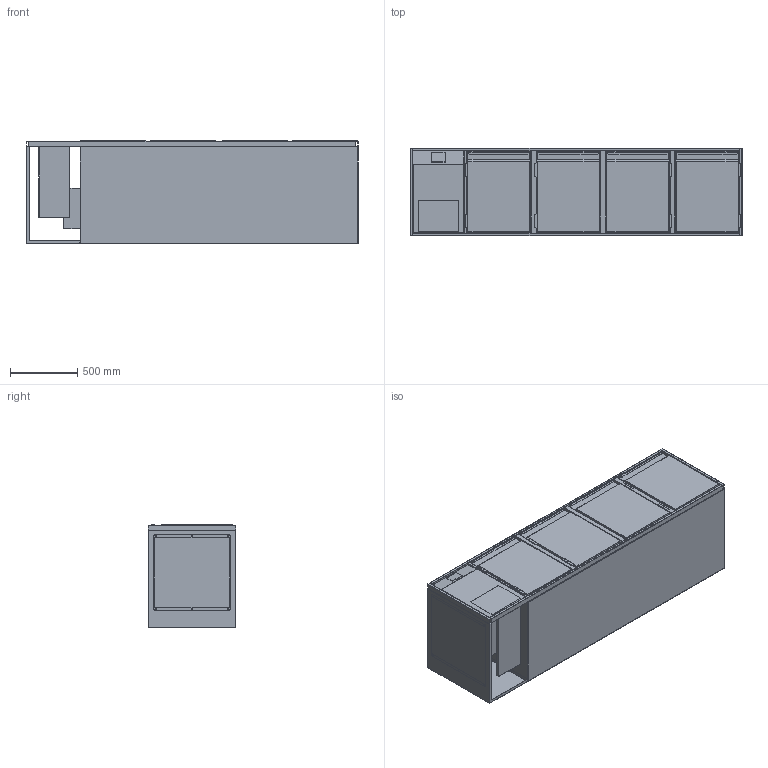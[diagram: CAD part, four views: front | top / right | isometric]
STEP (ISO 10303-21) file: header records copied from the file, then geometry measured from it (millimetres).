
FILE_DESCRIPTION (( 'STEP AP203' ), '1' );
FILE_NAME ('G-BKE-4-65-L-4T.step', '2024-02-26T13:30:30', ( '' ), ( '' ), 'SwSTEP 2.0', 'SolidWorks 2023', '' );
FILE_SCHEMA (( 'CONFIG_CONTROL_DESIGN' ));
Length unit declared in the file: millimetre
Products named in the file (10): 20-03-43318_G-KT-Rahmen-Tür-475-650; G-BKE-4-65-L-4T; 24-02-55011_G-KT-Fach-S-L-400-760-650; 21-01-47565_G-KT-FRR-650-2460--2060B-400; 18-06-35404_TUER-460-595-R; 20-03-43331_G-KT-Auflage-475-760-ohne-Rost; 20-03-43319_G-BK-Einbauelement-Tür-475-760-650-L; 20-03-43319_G-BK-Einbauelement-Tür-475-760-650-R; 24-02-55012_G-KT-Korpus-2060-760-650-L; 18-06-35404_TUER-460-595-L
Assembly tree (21 placements, depth 3):
  G-BKE-4-65-L-4T
    24-02-55012_G-KT-Korpus-2060-760-650-L
    21-01-47565_G-KT-FRR-650-2460--2060B-400
    24-02-55011_G-KT-Fach-S-L-400-760-650
    20-03-43319_G-BK-Einbauelement-Tür-475-760-650-L  x2
      20-03-43318_G-KT-Rahmen-Tür-475-650
      18-06-35404_TUER-460-595-L
      20-03-43331_G-KT-Auflage-475-760-ohne-Rost
    20-03-43319_G-BK-Einbauelement-Tür-475-760-650-R  x2
      20-03-43318_G-KT-Rahmen-Tür-475-650
      18-06-35404_TUER-460-595-R
      20-03-43331_G-KT-Auflage-475-760-ohne-Rost
Bounding box: 2461 x 650 x 767.5 mm (x, y, z)
Volume: 46876038.6 mm3; surface area: 23922997.4 mm2
Topology: 49 solids, 58 shells, 1586 faces, 3694 edges, 2192 vertices
Faces by surface type: plane 968, cylinder 468, torus 64, sphere 58, bspline 28
Entity records: 20396 total; most frequent: CARTESIAN_POINT 3775, DIRECTION 3252, ORIENTED_EDGE 3096, EDGE_CURVE 1550, AXIS2_PLACEMENT_3D 1117, VECTOR 1018, LINE 1018, VERTEX_POINT 956
